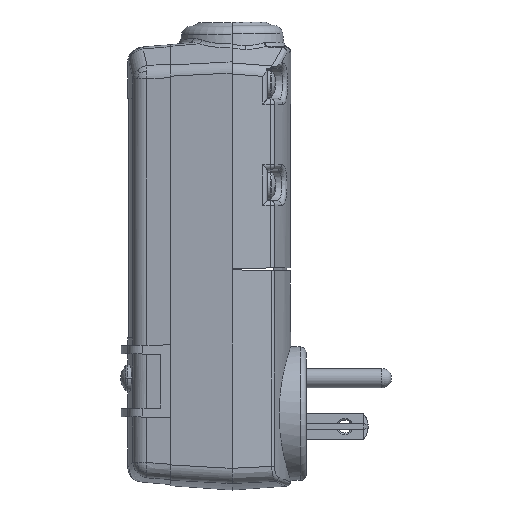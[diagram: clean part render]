
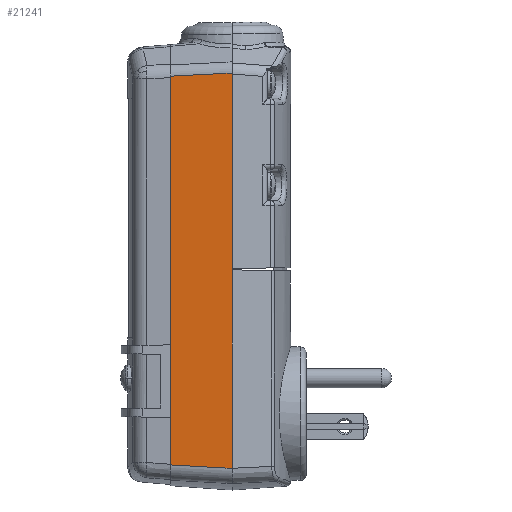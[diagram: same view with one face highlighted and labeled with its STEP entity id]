
A CAD part, left-side view. The second image highlights one B-rep face of the part: STEP entity #21241.
In plain terms, the highlighted planar face has unit normal (-0.996, 0.087, 0).
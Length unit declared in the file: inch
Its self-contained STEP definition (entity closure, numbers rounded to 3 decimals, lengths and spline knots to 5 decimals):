
#447 = EDGE_CURVE ( 'NONE', #14844, #24962, #22345, .T. ) ;
#500 = ORIENTED_EDGE ( 'NONE', *, *, #25258, .T. ) ;
#650 = LINE ( 'NONE', #14918, #3468 ) ;
#731 = EDGE_LOOP ( 'NONE', ( #17726, #5926, #7448, #15696, #23623, #500 ) ) ;
#1697 = DIRECTION ( 'NONE',  ( 0., 0., 1. ) ) ;
#1889 = VECTOR ( 'NONE', #13697, 39.37008 ) ;
#1939 = DIRECTION ( 'NONE',  ( 0., 0., 1. ) ) ;
#2348 = CARTESIAN_POINT ( 'NONE',  ( -0.80247, 0.06534, -0.38245 ) ) ;
#3468 = VECTOR ( 'NONE', #18844, 39.37008 ) ;
#3753 = AXIS2_PLACEMENT_3D ( 'NONE', #13622, #9557, #17784 ) ;
#5440 = VECTOR ( 'NONE', #1697, 39.37008 ) ;
#5783 = CARTESIAN_POINT ( 'NONE',  ( -0.83741, -0.334, -0.40382 ) ) ;
#5926 = ORIENTED_EDGE ( 'NONE', *, *, #25749, .F. ) ;
#6471 = LINE ( 'NONE', #9877, #11774 ) ;
#7411 = CARTESIAN_POINT ( 'NONE',  ( -0.83741, -0.334, -0.40441 ) ) ;
#7448 = ORIENTED_EDGE ( 'NONE', *, *, #13219, .F. ) ;
#8266 = VERTEX_POINT ( 'NONE', #9079 ) ;
#9079 = CARTESIAN_POINT ( 'NONE',  ( -0.83741, -0.334, 1.51695 ) ) ;
#9151 = CARTESIAN_POINT ( 'NONE',  ( -0.785, 0.265, 3.39157 ) ) ;
#9557 = DIRECTION ( 'NONE',  ( -0.996, 0.087, 0. ) ) ;
#9877 = CARTESIAN_POINT ( 'NONE',  ( -0.83741, -0.334, 1.50859 ) ) ;
#10180 = VERTEX_POINT ( 'NONE', #9151 ) ;
#10384 = CARTESIAN_POINT ( 'NONE',  ( -0.785, 0.265, -0.37119 ) ) ;
#10552 = CARTESIAN_POINT ( 'NONE',  ( -0.785, 0.265, -0.37119 ) ) ;
#11073 = EDGE_CURVE ( 'NONE', #8266, #12468, #650, .T. ) ;
#11774 = VECTOR ( 'NONE', #1939, 39.37008 ) ;
#12156 = B_SPLINE_CURVE_WITH_KNOTS ( 'NONE', 3,
 ( #5783, #24260, #7411, #13603 ),
 .UNSPECIFIED., .F., .F.,
 ( 4, 4 ),
 ( 0., 0.00002 ),
 .UNSPECIFIED. ) ;
#12279 = CARTESIAN_POINT ( 'NONE',  ( -0.83741, -0.334, -0.40382 ) ) ;
#12468 = VERTEX_POINT ( 'NONE', #13828 ) ;
#13219 = EDGE_CURVE ( 'NONE', #24962, #10180, #19996, .T. ) ;
#13603 = CARTESIAN_POINT ( 'NONE',  ( -0.8374, -0.334, -0.40471 ) ) ;
#13622 = CARTESIAN_POINT ( 'NONE',  ( -0.83742, -0.33412, 3.422 ) ) ;
#13697 = DIRECTION ( 'NONE',  ( -0.087, -0.995, 0.05 ) ) ;
#13828 = CARTESIAN_POINT ( 'NONE',  ( -0.83741, -0.334, 3.42188 ) ) ;
#14844 = VERTEX_POINT ( 'NONE', #20777 ) ;
#14918 = CARTESIAN_POINT ( 'NONE',  ( -0.83741, -0.334, 1.50859 ) ) ;
#15048 = VERTEX_POINT ( 'NONE', #12279 ) ;
#15696 = ORIENTED_EDGE ( 'NONE', *, *, #447, .F. ) ;
#17726 = ORIENTED_EDGE ( 'NONE', *, *, #11073, .T. ) ;
#17784 = DIRECTION ( 'NONE',  ( 0.087, 0.996, 0. ) ) ;
#18639 = CARTESIAN_POINT ( 'NONE',  ( -0.8374, -0.334, -0.40471 ) ) ;
#18844 = DIRECTION ( 'NONE',  ( 0., 0., 1. ) ) ;
#19739 = CARTESIAN_POINT ( 'NONE',  ( -0.785, 0.265, 1.53446 ) ) ;
#19996 = LINE ( 'NONE', #19739, #5440 ) ;
#20777 = CARTESIAN_POINT ( 'NONE',  ( -0.8374, -0.334, -0.40471 ) ) ;
#20800 = CARTESIAN_POINT ( 'NONE',  ( -0.81994, -0.13433, -0.39363 ) ) ;
#21241 = ADVANCED_FACE ( 'NONE', ( #24018 ), #24150, .T. ) ;
#21648 = CARTESIAN_POINT ( 'NONE',  ( -0.81127, -0.03527, 3.40676 ) ) ;
#22345 = B_SPLINE_CURVE_WITH_KNOTS ( 'NONE', 3,
 ( #18639, #20800, #2348, #10552 ),
 .UNSPECIFIED., .F., .F.,
 ( 4, 4 ),
 ( 0., 1. ),
 .UNSPECIFIED. ) ;
#23473 = EDGE_CURVE ( 'NONE', #15048, #14844, #12156, .T. ) ;
#23623 = ORIENTED_EDGE ( 'NONE', *, *, #23473, .F. ) ;
#23691 = LINE ( 'NONE', #21648, #1889 ) ;
#24018 = FACE_OUTER_BOUND ( 'NONE', #731, .T. ) ;
#24150 = PLANE ( 'NONE',  #3753 ) ;
#24260 = CARTESIAN_POINT ( 'NONE',  ( -0.83741, -0.334, -0.40412 ) ) ;
#24962 = VERTEX_POINT ( 'NONE', #10384 ) ;
#25258 = EDGE_CURVE ( 'NONE', #15048, #8266, #6471, .T. ) ;
#25749 = EDGE_CURVE ( 'NONE', #10180, #12468, #23691, .T. ) ;
